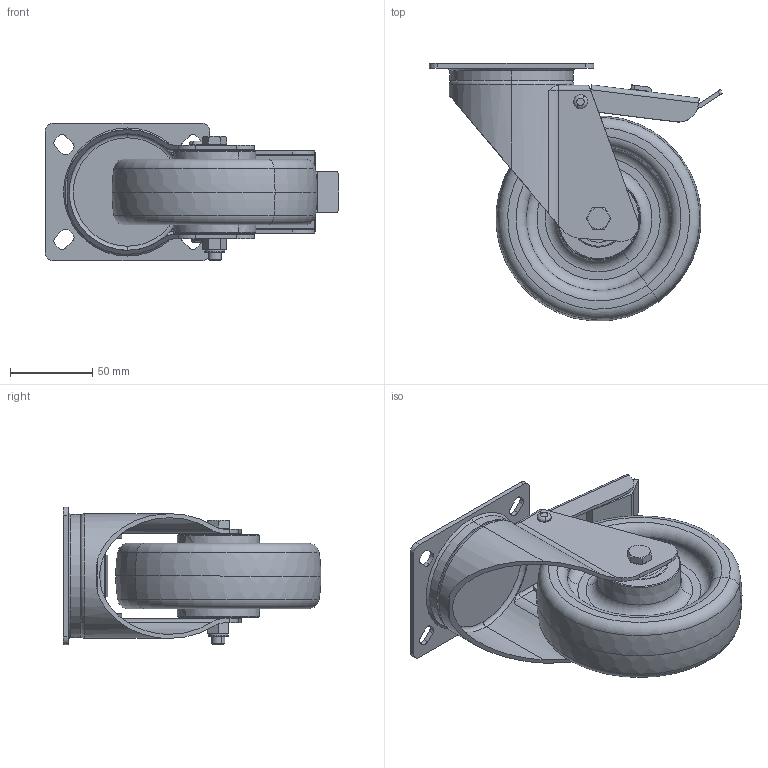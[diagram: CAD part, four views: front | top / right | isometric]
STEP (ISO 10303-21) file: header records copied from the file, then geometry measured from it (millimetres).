
FILE_DESCRIPTION (( 'STEP AP214' ), '1' );
FILE_NAME ('0029922_L-MV-PUZK-125-K-3-DSN_(A-03).step', '2019-10-14T11:18:53', ( '' ), ( '' ), 'SwSTEP 2.0', 'SolidWorks 2018', '' );
FILE_SCHEMA (( 'AUTOMOTIVE_DESIGN' ));
Length unit declared in the file: millimetre
Products named in the file (1): 0029922_L-MV-PUZK-125-K-3-DSN_(A-03)
Bounding box: 178.51 x 156.85 x 84 mm (x, y, z)
Volume: 471905.3 mm3; surface area: 180464.8 mm2
Topology: 19 solids, 19 shells, 662 faces, 1634 edges, 1022 vertices
Faces by surface type: torus 254, cylinder 179, plane 157, cone 72
Entity records: 28149 total; most frequent: CARTESIAN_POINT 4610, DIRECTION 3622, ORIENTED_EDGE 3268, EDGE_CURVE 1634, AXIS2_PLACEMENT_3D 1582, VERTEX_POINT 1022, CIRCLE 919, EDGE_LOOP 728
